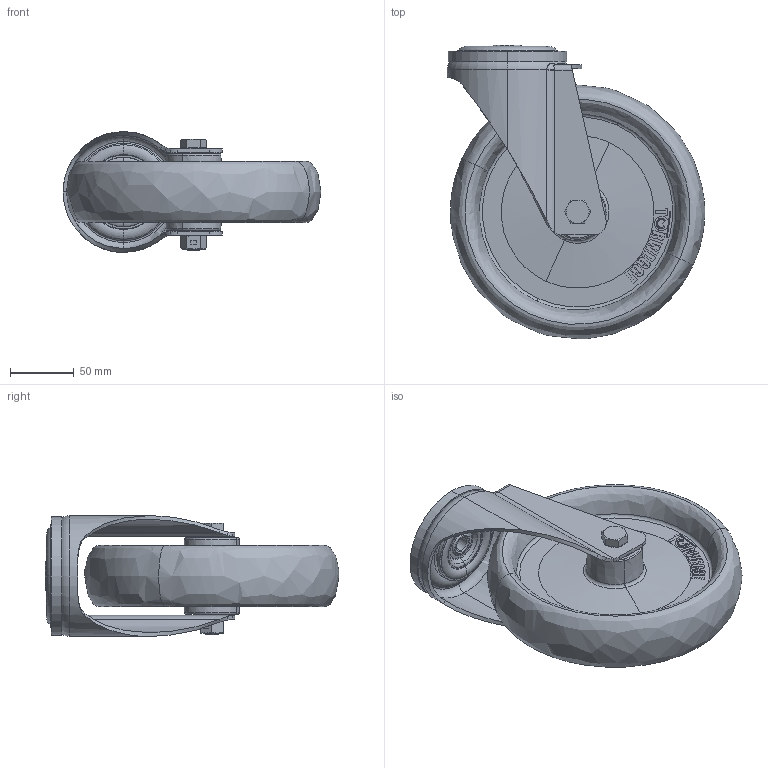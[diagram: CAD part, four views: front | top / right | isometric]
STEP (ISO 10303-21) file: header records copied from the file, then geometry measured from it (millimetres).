
FILE_DESCRIPTION (( 'STEP AP214' ), '1' );
FILE_NAME ('0056052.step', '2023-06-21T08:03:16', ( '' ), ( '' ), 'SwSTEP 2.0', 'SolidWorks 2020', '' );
FILE_SCHEMA (( 'AUTOMOTIVE_DESIGN' ));
Length unit declared in the file: millimetre
Products named in the file (1): 0056052
Bounding box: 202.5 x 230.82 x 95 mm (x, y, z)
Volume: 821828.3 mm3; surface area: 218260.9 mm2
Topology: 17 solids, 18 shells, 503 faces, 1171 edges, 711 vertices
Faces by surface type: plane 177, torus 96, cone 75, cylinder 66, bspline 65, sphere 24
Entity records: 24710 total; most frequent: CARTESIAN_POINT 8010, DIRECTION 2264, ORIENTED_EDGE 2246, EDGE_CURVE 1123, AXIS2_PLACEMENT_3D 886, VERTEX_POINT 687, EDGE_LOOP 556, UNCERTAINTY_MEASURE_WITH_UNIT 522
